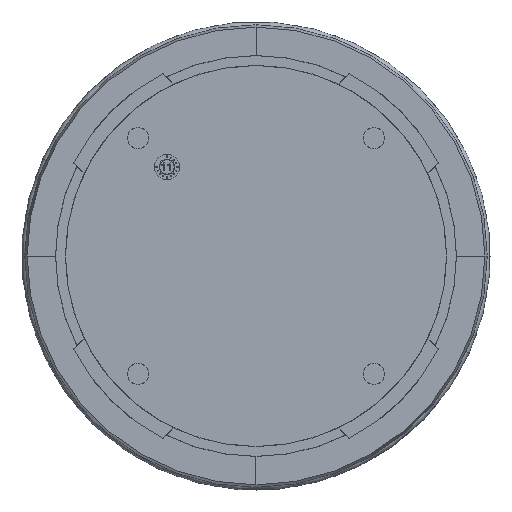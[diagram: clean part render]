
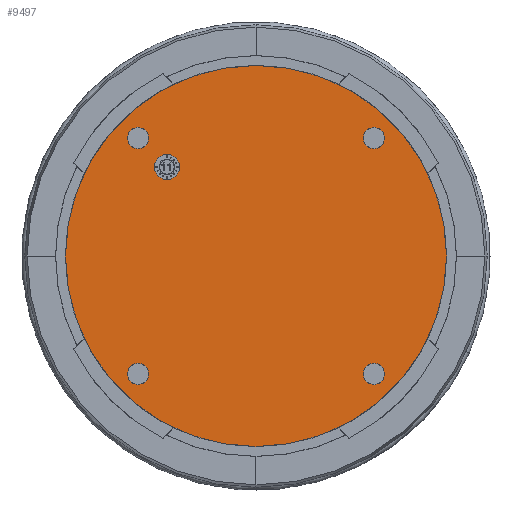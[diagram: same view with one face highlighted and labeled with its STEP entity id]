
A CAD part, front view. The second image highlights one B-rep face of the part: STEP entity #9497.
In plain terms, the highlighted planar face has unit normal (0, -1, 0).
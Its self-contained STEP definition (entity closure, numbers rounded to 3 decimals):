
#3915=CARTESIAN_POINT('',(27.931,-6.,-27.931));
#3916=DIRECTION('',(0.,1.,0.));
#3917=DIRECTION('',(0.,0.,1.));
#3918=AXIS2_PLACEMENT_3D('',#3915,#3916,#3917);
#3920=CARTESIAN_POINT('',(27.931,-6.,-27.931));
#3921=DIRECTION('',(0.,1.,0.));
#3922=DIRECTION('',(0.,0.,-1.));
#3923=AXIS2_PLACEMENT_3D('',#3920,#3921,#3922);
#3925=CARTESIAN_POINT('',(-27.931,-6.,27.931));
#3926=DIRECTION('',(0.,1.,0.));
#3927=DIRECTION('',(0.,0.,-1.));
#3928=AXIS2_PLACEMENT_3D('',#3925,#3926,#3927);
#3930=CARTESIAN_POINT('',(-27.931,-6.,27.931));
#3931=DIRECTION('',(0.,1.,0.));
#3932=DIRECTION('',(0.,0.,1.));
#3933=AXIS2_PLACEMENT_3D('',#3930,#3931,#3932);
#3935=CARTESIAN_POINT('',(-21.091,-6.,21.091));
#3936=DIRECTION('',(0.,1.,0.));
#3937=DIRECTION('',(0.,0.,1.));
#3938=AXIS2_PLACEMENT_3D('',#3935,#3936,#3937);
#3940=CARTESIAN_POINT('',(-21.091,-6.,21.091));
#3941=DIRECTION('',(0.,1.,0.));
#3942=DIRECTION('',(0.,0.,-1.));
#3943=AXIS2_PLACEMENT_3D('',#3940,#3941,#3942);
#3945=CARTESIAN_POINT('',(27.931,-6.,27.931));
#3946=DIRECTION('',(0.,1.,0.));
#3947=DIRECTION('',(0.,0.,1.));
#3948=AXIS2_PLACEMENT_3D('',#3945,#3946,#3947);
#3950=CARTESIAN_POINT('',(27.931,-6.,27.931));
#3951=DIRECTION('',(0.,1.,0.));
#3952=DIRECTION('',(0.,0.,-1.));
#3953=AXIS2_PLACEMENT_3D('',#3950,#3951,#3952);
#3955=CARTESIAN_POINT('',(0.,-6.,0.));
#3956=DIRECTION('',(0.,-1.,0.));
#3957=DIRECTION('',(1.,0.,0.));
#3958=AXIS2_PLACEMENT_3D('',#3955,#3956,#3957);
#3960=CARTESIAN_POINT('',(0.,-6.,0.));
#3961=DIRECTION('',(0.,-1.,0.));
#3962=DIRECTION('',(-1.,0.,0.));
#3963=AXIS2_PLACEMENT_3D('',#3960,#3961,#3962);
#3965=CARTESIAN_POINT('',(-27.931,-6.,-27.931));
#3966=DIRECTION('',(0.,1.,0.));
#3967=DIRECTION('',(0.,0.,-1.));
#3968=AXIS2_PLACEMENT_3D('',#3965,#3966,#3967);
#3970=CARTESIAN_POINT('',(-27.931,-6.,-27.931));
#3971=DIRECTION('',(0.,1.,0.));
#3972=DIRECTION('',(0.,0.,1.));
#3973=AXIS2_PLACEMENT_3D('',#3970,#3971,#3972);
#5067=CARTESIAN_POINT('',(27.931,-6.,-25.395));
#5069=VERTEX_POINT('',#5067);
#5115=CARTESIAN_POINT('',(-27.931,-6.,25.395));
#5117=VERTEX_POINT('',#5115);
#5120=CARTESIAN_POINT('',(-27.931,-6.,30.466));
#5121=VERTEX_POINT('',#5120);
#5198=CARTESIAN_POINT('',(-27.931,-6.,-25.395));
#5199=CARTESIAN_POINT('',(-27.931,-6.,-30.466));
#5200=VERTEX_POINT('',#5198);
#5201=VERTEX_POINT('',#5199);
#5206=CARTESIAN_POINT('',(27.931,-6.,25.395));
#5207=CARTESIAN_POINT('',(27.931,-6.,30.466));
#5208=VERTEX_POINT('',#5206);
#5209=VERTEX_POINT('',#5207);
#5317=CARTESIAN_POINT('',(-21.091,-6.,24.074));
#5319=VERTEX_POINT('',#5317);
#5405=CARTESIAN_POINT('',(27.931,-6.,-30.466));
#5406=VERTEX_POINT('',#5405);
#5567=CARTESIAN_POINT('',(-21.091,-6.,18.108));
#5568=VERTEX_POINT('',#5567);
#5756=CARTESIAN_POINT('',(45.144,-6.,0.));
#5757=CARTESIAN_POINT('',(-45.144,-6.,0.));
#5758=VERTEX_POINT('',#5756);
#5759=VERTEX_POINT('',#5757);
#9459=CARTESIAN_POINT('',(0.,-6.,-45.02));
#9460=DIRECTION('',(0.,-1.,0.));
#9461=DIRECTION('',(0.,0.,-1.));
#9462=AXIS2_PLACEMENT_3D('',#9459,#9460,#9461);
#9463=PLANE('',#9462);
#9464=ORIENTED_EDGE('',*,*,#6408,.F.);
#9465=ORIENTED_EDGE('',*,*,#7099,.F.);
#9466=EDGE_LOOP('',(#9464,#9465));
#9467=FACE_OUTER_BOUND('',#9466,.F.);
#9469=ORIENTED_EDGE('',*,*,#9468,.F.);
#9471=ORIENTED_EDGE('',*,*,#9470,.F.);
#9472=EDGE_LOOP('',(#9469,#9471));
#9473=FACE_BOUND('',#9472,.F.);
#9475=ORIENTED_EDGE('',*,*,#9474,.F.);
#9477=ORIENTED_EDGE('',*,*,#9476,.F.);
#9478=EDGE_LOOP('',(#9475,#9477));
#9479=FACE_BOUND('',#9478,.F.);
#9481=ORIENTED_EDGE('',*,*,#9480,.F.);
#9483=ORIENTED_EDGE('',*,*,#9482,.F.);
#9484=EDGE_LOOP('',(#9481,#9483));
#9485=FACE_BOUND('',#9484,.F.);
#9487=ORIENTED_EDGE('',*,*,#9486,.F.);
#9489=ORIENTED_EDGE('',*,*,#9488,.F.);
#9490=EDGE_LOOP('',(#9487,#9489));
#9491=FACE_BOUND('',#9490,.F.);
#9492=ORIENTED_EDGE('',*,*,#9449,.F.);
#9494=ORIENTED_EDGE('',*,*,#9493,.F.);
#9495=EDGE_LOOP('',(#9492,#9494));
#9496=FACE_BOUND('',#9495,.F.);
#9497=ADVANCED_FACE('',(#9467,#9473,#9479,#9485,#9491,#9496),#9463,.T.);
#3919=CIRCLE('',#3918,2.535);
#3924=CIRCLE('',#3923,2.535);
#3929=CIRCLE('',#3928,2.535);
#3934=CIRCLE('',#3933,2.535);
#3939=CIRCLE('',#3938,2.983);
#3944=CIRCLE('',#3943,2.983);
#3949=CIRCLE('',#3948,2.535);
#3954=CIRCLE('',#3953,2.535);
#3959=CIRCLE('',#3958,45.144);
#3964=CIRCLE('',#3963,45.144);
#3969=CIRCLE('',#3968,2.535);
#3974=CIRCLE('',#3973,2.535);
#6408=EDGE_CURVE('',#5758,#5759,#3959,.T.);
#7099=EDGE_CURVE('',#5759,#5758,#3964,.T.);
#9449=EDGE_CURVE('',#5201,#5200,#3969,.T.);
#9468=EDGE_CURVE('',#5117,#5121,#3929,.T.);
#9470=EDGE_CURVE('',#5121,#5117,#3934,.T.);
#9474=EDGE_CURVE('',#5319,#5568,#3939,.T.);
#9476=EDGE_CURVE('',#5568,#5319,#3944,.T.);
#9480=EDGE_CURVE('',#5209,#5208,#3949,.T.);
#9482=EDGE_CURVE('',#5208,#5209,#3954,.T.);
#9486=EDGE_CURVE('',#5069,#5406,#3919,.T.);
#9488=EDGE_CURVE('',#5406,#5069,#3924,.T.);
#9493=EDGE_CURVE('',#5200,#5201,#3974,.T.);
